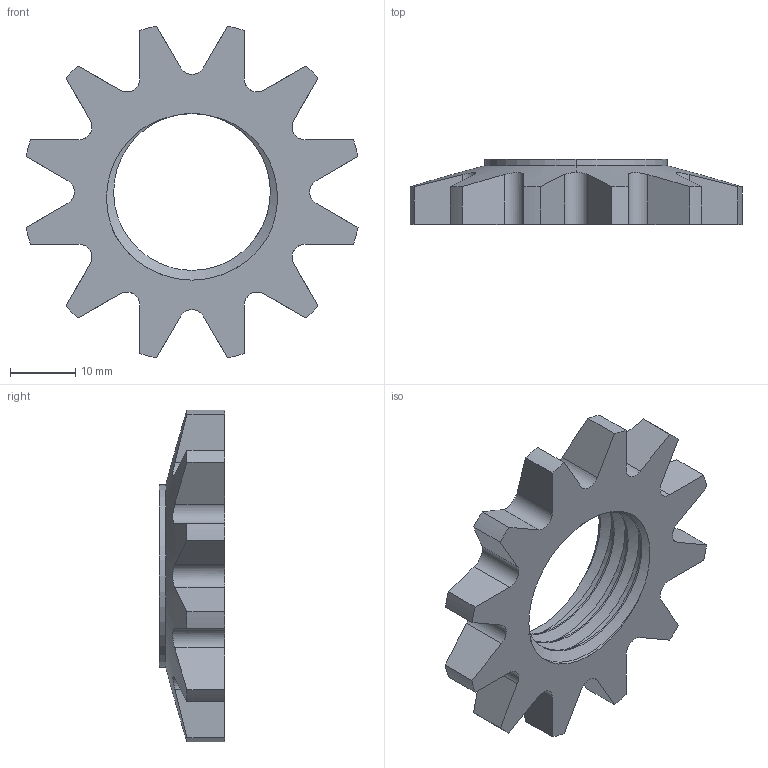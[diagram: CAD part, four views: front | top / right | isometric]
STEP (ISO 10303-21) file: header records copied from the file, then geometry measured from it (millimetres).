
FILE_DESCRIPTION (( 'STEP AP214' ), '1' );
FILE_NAME ('Screw.STEP', '2020-11-25T11:56:32', ( '' ), ( '' ), 'SwSTEP 2.0', 'SolidWorks 2016', '' );
FILE_SCHEMA (( 'AUTOMOTIVE_DESIGN' ));
Length unit declared in the file: millimetre
Products named in the file (1): Screw
Bounding box: 50.85 x 10 x 50.85 mm (x, y, z)
Volume: 7614.4 mm3; surface area: 5097.2 mm2
Topology: 1 solids, 1 shells, 75 faces, 217 edges, 144 vertices
Faces by surface type: cylinder 45, plane 26, cone 2, bspline 2
Entity records: 5116 total; most frequent: CARTESIAN_POINT 2525, ORIENTED_EDGE 434, DIRECTION 339, EDGE_CURVE 217, VERTEX_POINT 144, AXIS2_PLACEMENT_3D 123, LINE 93, VECTOR 93
